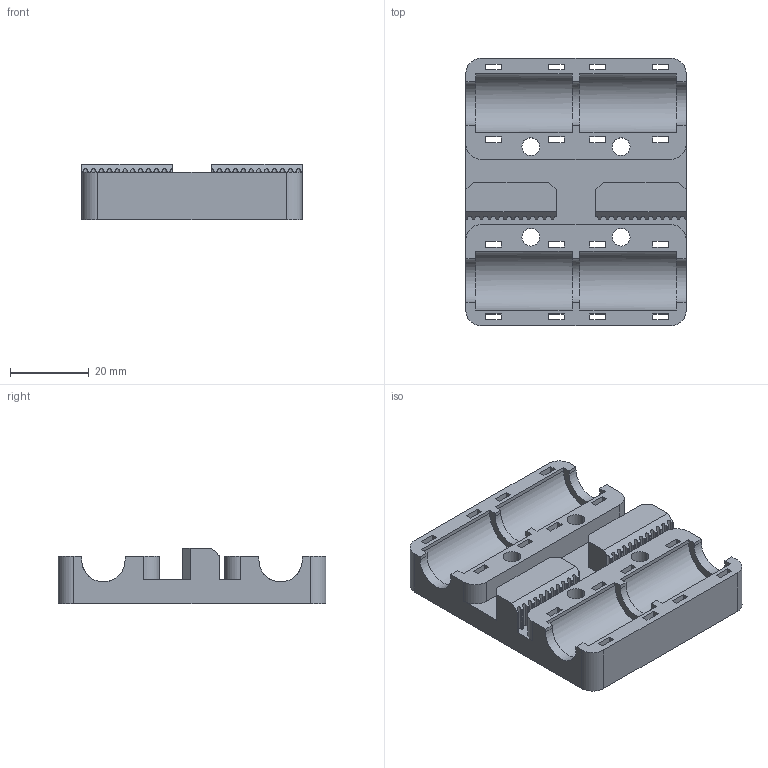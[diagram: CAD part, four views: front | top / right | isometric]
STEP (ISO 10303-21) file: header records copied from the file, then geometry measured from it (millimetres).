
FILE_DESCRIPTION(('CATIA V5 STEP Exchange'),'2;1');
FILE_NAME('X Carriage.stp','2018-02-21T10:31:47+00:00',('none'),('none'),'CATIA Version 5 Release 20 GA (IN-10)','CATIA V5 STEP AP203','none');
FILE_SCHEMA(('CONFIG_CONTROL_DESIGN'));
Length unit declared in the file: millimetre
Products named in the file (1): X_CARRIAGE
Bounding box: 56 x 68 x 14 mm (x, y, z)
Volume: 29642 mm3; surface area: 15925.3 mm2
Topology: 1 solids, 1 shells, 290 faces, 888 edges, 592 vertices
Faces by surface type: plane 178, cylinder 112
Entity records: 11373 total; most frequent: CARTESIAN_POINT 3604, ORIENTED_EDGE 1776, DIRECTION 1321, EDGE_CURVE 888, VECTOR 664, LINE 664, VERTEX_POINT 592, AXIS2_PLACEMENT_3D 368
